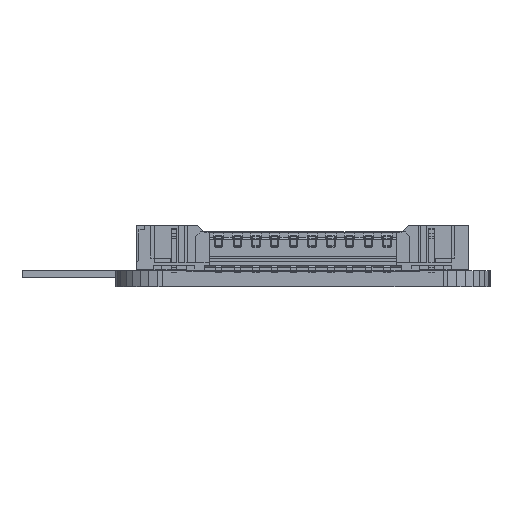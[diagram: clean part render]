
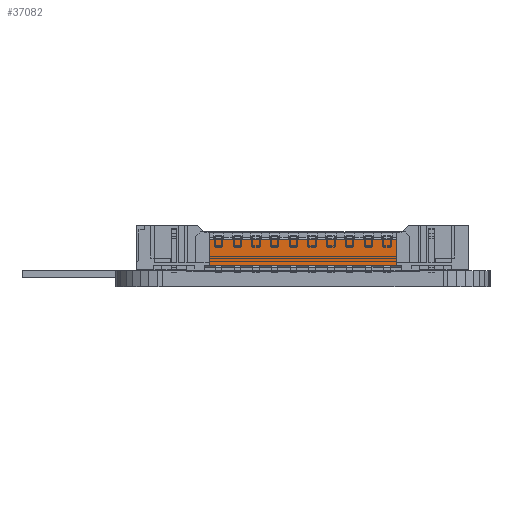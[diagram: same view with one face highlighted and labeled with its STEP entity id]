
A CAD part, left-side view. The second image highlights one B-rep face of the part: STEP entity #37082.
In plain terms, the highlighted face is planar.
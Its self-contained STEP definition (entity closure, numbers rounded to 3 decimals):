
#30814 = VERTEX_POINT('',#30815);
#30815 = CARTESIAN_POINT('',(-2.,1.2,0.13));
#30823 = EDGE_CURVE('',#30824,#30814,#30826,.T.);
#30824 = VERTEX_POINT('',#30825);
#30825 = CARTESIAN_POINT('',(2.,1.2,0.13));
#30826 = LINE('',#30827,#30828);
#30827 = CARTESIAN_POINT('',(2.,1.2,0.13));
#30828 = VECTOR('',#30829,1.);
#30829 = DIRECTION('',(-1.,0.,0.));
#31122 = VERTEX_POINT('',#31123);
#31123 = CARTESIAN_POINT('',(2.,1.2,0.67));
#31129 = EDGE_CURVE('',#31130,#31122,#31132,.T.);
#31130 = VERTEX_POINT('',#31131);
#31131 = CARTESIAN_POINT('',(-2.,1.2,0.67));
#31132 = LINE('',#31133,#31134);
#31133 = CARTESIAN_POINT('',(2.,1.2,0.67));
#31134 = VECTOR('',#31135,1.);
#31135 = DIRECTION('',(1.,0.,0.));
#37082 = ADVANCED_FACE('',(#37083),#37099,.T.);
#37083 = FACE_BOUND('',#37084,.T.);
#37084 = EDGE_LOOP('',(#37085,#37091,#37092,#37098));
#37085 = ORIENTED_EDGE('',*,*,#37086,.T.);
#37086 = EDGE_CURVE('',#30814,#31130,#37087,.T.);
#37087 = LINE('',#37088,#37089);
#37088 = CARTESIAN_POINT('',(-2.,1.2,0.67));
#37089 = VECTOR('',#37090,1.);
#37090 = DIRECTION('',(0.,0.,1.));
#37091 = ORIENTED_EDGE('',*,*,#31129,.T.);
#37092 = ORIENTED_EDGE('',*,*,#37093,.F.);
#37093 = EDGE_CURVE('',#30824,#31122,#37094,.T.);
#37094 = LINE('',#37095,#37096);
#37095 = CARTESIAN_POINT('',(2.,1.2,0.67));
#37096 = VECTOR('',#37097,1.);
#37097 = DIRECTION('',(0.,0.,1.));
#37098 = ORIENTED_EDGE('',*,*,#30823,.T.);
#37099 = PLANE('',#37100);
#37100 = AXIS2_PLACEMENT_3D('',#37101,#37102,#37103);
#37101 = CARTESIAN_POINT('',(2.,1.2,0.67));
#37102 = DIRECTION('',(-0.,1.,0.));
#37103 = DIRECTION('',(1.,0.,0.));
